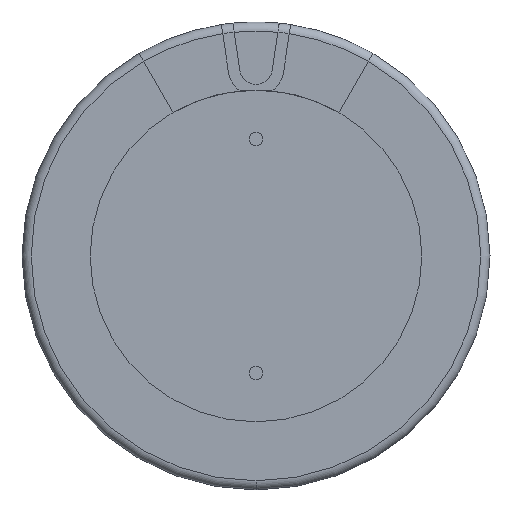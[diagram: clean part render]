
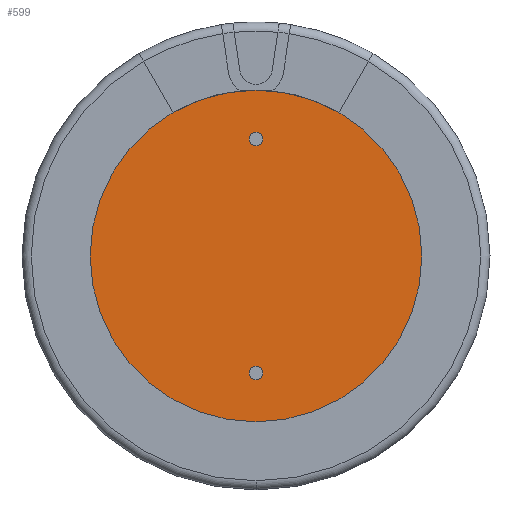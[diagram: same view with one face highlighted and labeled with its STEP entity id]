
A CAD part, front view. The second image highlights one B-rep face of the part: STEP entity #599.
In plain terms, the highlighted planar face has unit normal (0, -1, 0).
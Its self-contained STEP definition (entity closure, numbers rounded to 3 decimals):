
#163 = VERTEX_POINT('',#164);
#164 = CARTESIAN_POINT('',(0.,0.2,-2.69));
#170 = EDGE_CURVE('',#163,#171,#173,.T.);
#171 = VERTEX_POINT('',#172);
#172 = CARTESIAN_POINT('',(0.,0.2,-2.39));
#173 = CIRCLE('',#174,0.15);
#174 = AXIS2_PLACEMENT_3D('',#175,#176,#177);
#175 = CARTESIAN_POINT('',(0.,0.2,-2.54));
#176 = DIRECTION('',(0.,-1.,0.));
#177 = DIRECTION('',(0.,0.,-1.));
#205 = VERTEX_POINT('',#206);
#206 = CARTESIAN_POINT('',(0.,0.2,2.39));
#212 = EDGE_CURVE('',#205,#213,#215,.T.);
#213 = VERTEX_POINT('',#214);
#214 = CARTESIAN_POINT('',(0.,0.2,2.69));
#215 = CIRCLE('',#216,0.15);
#216 = AXIS2_PLACEMENT_3D('',#217,#218,#219);
#217 = CARTESIAN_POINT('',(0.,0.2,2.54));
#218 = DIRECTION('',(0.,-1.,0.));
#219 = DIRECTION('',(0.,0.,-1.));
#236 = VERTEX_POINT('',#237);
#237 = CARTESIAN_POINT('',(0.,0.2,-3.6));
#273 = VERTEX_POINT('',#274);
#274 = CARTESIAN_POINT('',(0.,0.2,3.6));
#280 = EDGE_CURVE('',#273,#236,#281,.T.);
#281 = CIRCLE('',#282,3.6);
#282 = AXIS2_PLACEMENT_3D('',#283,#284,#285);
#283 = CARTESIAN_POINT('',(0.,0.2,0.));
#284 = DIRECTION('',(0.,-1.,0.));
#285 = DIRECTION('',(0.,0.,-1.));
#599 = ADVANCED_FACE('',(#600,#610,#620),#630,.T.);
#600 = FACE_BOUND('',#601,.T.);
#601 = EDGE_LOOP('',(#602,#609));
#602 = ORIENTED_EDGE('',*,*,#603,.F.);
#603 = EDGE_CURVE('',#213,#205,#604,.T.);
#604 = CIRCLE('',#605,0.15);
#605 = AXIS2_PLACEMENT_3D('',#606,#607,#608);
#606 = CARTESIAN_POINT('',(0.,0.2,2.54));
#607 = DIRECTION('',(0.,-1.,0.));
#608 = DIRECTION('',(0.,0.,-1.));
#609 = ORIENTED_EDGE('',*,*,#212,.F.);
#610 = FACE_BOUND('',#611,.T.);
#611 = EDGE_LOOP('',(#612,#619));
#612 = ORIENTED_EDGE('',*,*,#613,.T.);
#613 = EDGE_CURVE('',#236,#273,#614,.T.);
#614 = CIRCLE('',#615,3.6);
#615 = AXIS2_PLACEMENT_3D('',#616,#617,#618);
#616 = CARTESIAN_POINT('',(0.,0.2,0.));
#617 = DIRECTION('',(0.,-1.,0.));
#618 = DIRECTION('',(0.,0.,-1.));
#619 = ORIENTED_EDGE('',*,*,#280,.T.);
#620 = FACE_BOUND('',#621,.T.);
#621 = EDGE_LOOP('',(#622,#629));
#622 = ORIENTED_EDGE('',*,*,#623,.F.);
#623 = EDGE_CURVE('',#171,#163,#624,.T.);
#624 = CIRCLE('',#625,0.15);
#625 = AXIS2_PLACEMENT_3D('',#626,#627,#628);
#626 = CARTESIAN_POINT('',(0.,0.2,-2.54));
#627 = DIRECTION('',(0.,-1.,0.));
#628 = DIRECTION('',(0.,0.,-1.));
#629 = ORIENTED_EDGE('',*,*,#170,.F.);
#630 = PLANE('',#631);
#631 = AXIS2_PLACEMENT_3D('',#632,#633,#634);
#632 = CARTESIAN_POINT('',(0.,0.2,0.));
#633 = DIRECTION('',(0.,-1.,0.));
#634 = DIRECTION('',(0.,-0.,-1.));
